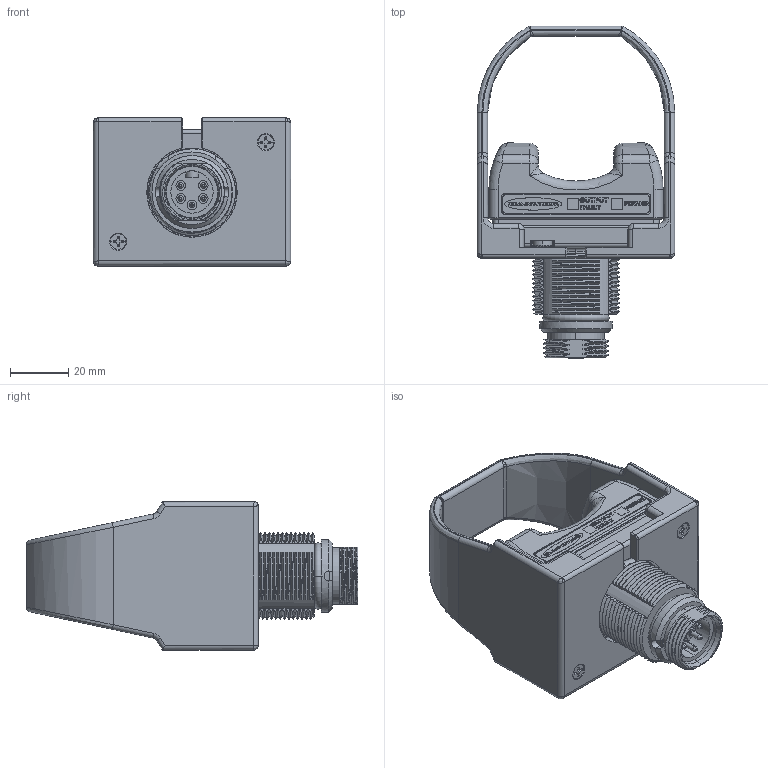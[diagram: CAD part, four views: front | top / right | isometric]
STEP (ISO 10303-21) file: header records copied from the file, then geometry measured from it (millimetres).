
FILE_DESCRIPTION((''),'2;1');
FILE_NAME('215161_SM01_ASM','2021-08-18T14:01:18',('PDMAdmin'),('BANNER ENGINEERING'),'CREO PARAMETRIC BY PTC INC, 2019292','CREO PARAMETRIC BY PTC INC, 2019292','');
FILE_SCHEMA(('CONFIG_CONTROL_DESIGN'));
Products named in the file (4): 215161_EP01; 213128_EP01; 215340; 215161_SM01_ASM
Assembly tree (4 placements, depth 2):
  215161_SM01_ASM
    215161_EP01
    213128_EP01
    215340  x2
Bounding box: 68 x 114.25 x 51 mm (x, y, z)
Volume: 92720.2 mm3; surface area: 41957.2 mm2
Topology: 1 solids, 6 shells, 1676 faces, 5255 edges, 3580 vertices
Faces by surface type: plane 593, cylinder 517, bspline 342, cone 87, extrusion 83, torus 38, sphere 16
Entity records: 74723 total; most frequent: CARTESIAN_POINT 34988, ORIENTED_EDGE 8837, DIRECTION 6955, EDGE_CURVE 4736, VERTEX_POINT 3169, VECTOR 2427, LINE 2344, AXIS2_PLACEMENT_3D 2264
